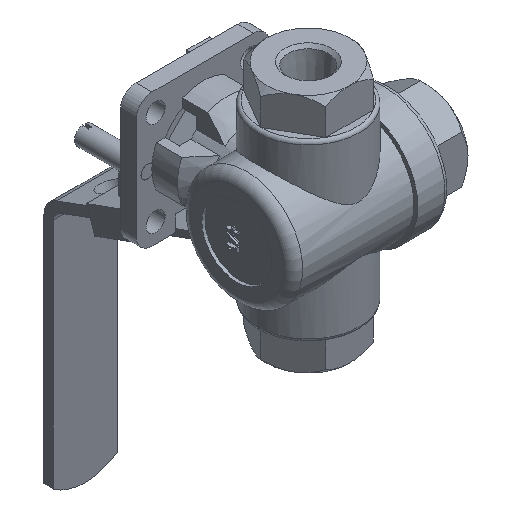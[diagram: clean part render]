
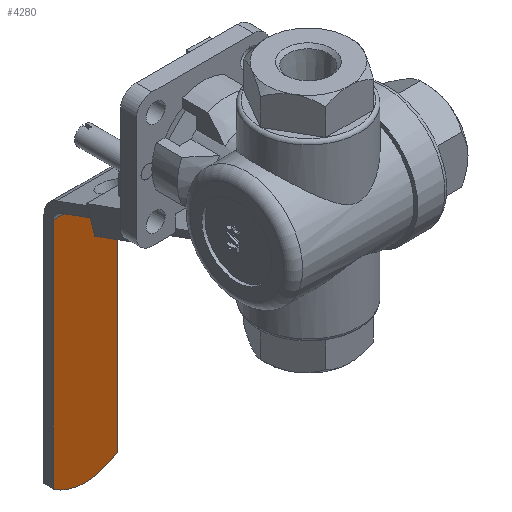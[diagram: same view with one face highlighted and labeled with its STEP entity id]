
A CAD part, isometric view. The second image highlights one B-rep face of the part: STEP entity #4280.
In plain terms, the highlighted planar face has unit normal (0, -1, 0).
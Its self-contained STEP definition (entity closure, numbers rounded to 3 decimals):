
#341=CIRCLE('',#4703,17.);
#1345=ORIENTED_EDGE('',*,*,#2037,.T.);
#1346=ORIENTED_EDGE('',*,*,#2093,.T.);
#1347=ORIENTED_EDGE('',*,*,#2060,.T.);
#1348=ORIENTED_EDGE('',*,*,#2094,.T.);
#2037=EDGE_CURVE('',#2497,#2496,#2840,.T.);
#2060=EDGE_CURVE('',#2514,#2513,#2858,.T.);
#2093=EDGE_CURVE('',#2496,#2514,#341,.F.);
#2094=EDGE_CURVE('',#2513,#2497,#2886,.T.);
#2496=VERTEX_POINT('',#7275);
#2497=VERTEX_POINT('',#7277);
#2513=VERTEX_POINT('',#7319);
#2514=VERTEX_POINT('',#7321);
#2840=LINE('',#7276,#3211);
#2858=LINE('',#7320,#3229);
#2886=LINE('',#7383,#3257);
#3211=VECTOR('',#5637,1000.);
#3229=VECTOR('',#5673,1000.);
#3257=VECTOR('',#5727,1000.);
#3566=EDGE_LOOP('',(#1345,#1346,#1347,#1348));
#3869=FACE_BOUND('',#3566,.T.);
#4053=PLANE('',#4702);
#4280=ADVANCED_FACE('',(#3869),#4053,.F.);
#4702=AXIS2_PLACEMENT_3D('',#7381,#5723,#5724);
#4703=AXIS2_PLACEMENT_3D('',#7382,#5725,#5726);
#5637=DIRECTION('',(0.,0.,-1.));
#5673=DIRECTION('',(0.,0.,1.));
#5723=DIRECTION('',(0.,1.,0.));
#5724=DIRECTION('',(0.,0.,1.));
#5725=DIRECTION('',(0.,1.,0.));
#5726=DIRECTION('',(0.,0.,1.));
#5727=DIRECTION('',(-1.,0.,0.));
#7275=CARTESIAN_POINT('',(-10.,32.,-108.748));
#7276=CARTESIAN_POINT('',(-10.,32.,-33.25));
#7277=CARTESIAN_POINT('',(-10.,32.,-35.351));
#7319=CARTESIAN_POINT('',(10.,32.,-35.351));
#7320=CARTESIAN_POINT('',(10.,32.,-33.25));
#7321=CARTESIAN_POINT('',(10.,32.,-108.748));
#7381=CARTESIAN_POINT('',(38.5,32.,-33.25));
#7382=CARTESIAN_POINT('',(0.,32.,-95.));
#7383=CARTESIAN_POINT('',(13.,32.,-35.351));
